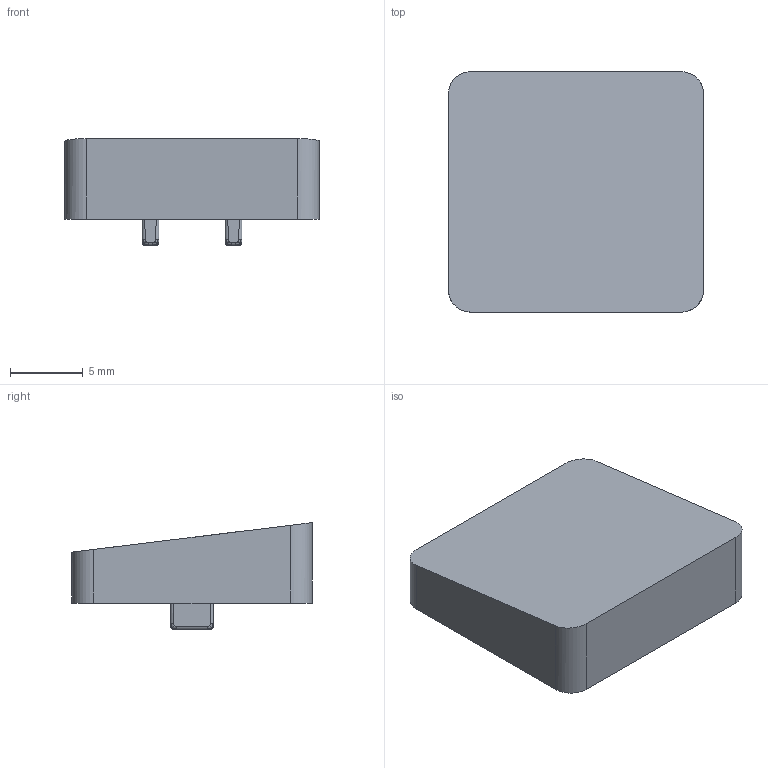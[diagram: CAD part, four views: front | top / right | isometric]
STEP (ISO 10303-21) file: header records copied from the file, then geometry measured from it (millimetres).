
FILE_DESCRIPTION(/* description */ (''),/* implementation_level */ '2;1');
FILE_NAME(/* name */ 'mote-angled.step',/* time_stamp */ '2024-05-02T22:44:23+03:00',/* author */ (''),/* organization */ (''),/* preprocessor_version */ 'ST-DEVELOPER v20',/* originating_system */ 'Autodesk Translation Framework v12.20.1.177',/* authorisation */ '');
FILE_SCHEMA (('AUTOMOTIVE_DESIGN { 1 0 10303 214 3 1 1 }'));
Length unit declared in the file: millimetre
Products named in the file (2): Mote Keycaps; Kailh Choc Plug
Assembly tree (1 placements, depth 2):
  Mote Keycaps
    Kailh Choc Plug
Bounding box: 17.5 x 16.5 x 7.33 mm (x, y, z)
Volume: 935.8 mm3; surface area: 1235.6 mm2
Topology: 2 solids, 2 shells, 155 faces, 396 edges, 248 vertices
Faces by surface type: bspline 96, cylinder 32, plane 27
Entity records: 8164 total; most frequent: CARTESIAN_POINT 4643, ORIENTED_EDGE 792, DIRECTION 634, EDGE_CURVE 396, AXIS2_PLACEMENT_3D 271, VERTEX_POINT 248, CIRCLE 204, EDGE_LOOP 158
